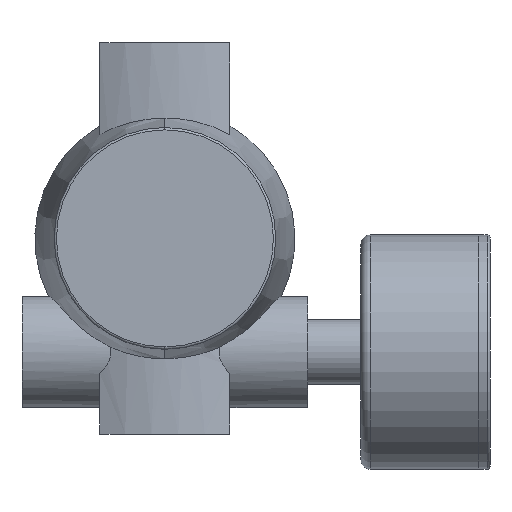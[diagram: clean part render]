
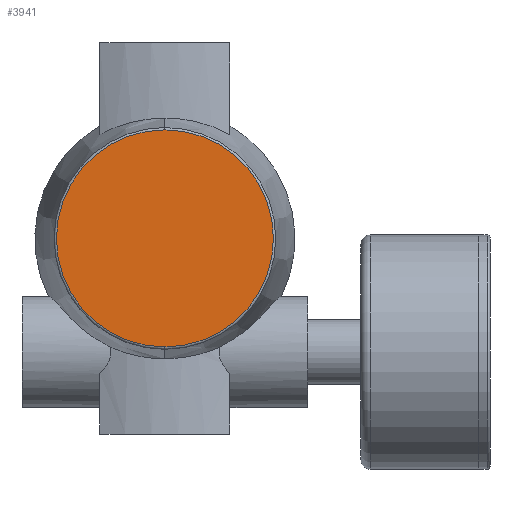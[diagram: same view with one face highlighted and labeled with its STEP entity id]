
A CAD part, front view. The second image highlights one B-rep face of the part: STEP entity #3941.
In plain terms, the highlighted planar face has unit normal (0, -1, 0).
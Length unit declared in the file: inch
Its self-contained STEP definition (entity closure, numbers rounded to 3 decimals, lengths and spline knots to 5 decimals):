
#9 = CARTESIAN_POINT ( 'NONE',  ( 0., -1.52, 0.9265 ) ) ;
#269 = ORIENTED_EDGE ( 'NONE', *, *, #2934, .T. ) ;
#499 = AXIS2_PLACEMENT_3D ( 'NONE', #11334, #10464, #1484 ) ;
#1484 = DIRECTION ( 'NONE',  ( 0., 0., 1. ) ) ;
#2011 = VERTEX_POINT ( 'NONE', #9 ) ;
#2539 = DIRECTION ( 'NONE',  ( 0., -1., 0. ) ) ;
#2934 = EDGE_CURVE ( 'NONE', #2011, #11198, #6033, .T. ) ;
#2958 = AXIS2_PLACEMENT_3D ( 'NONE', #5487, #2539, #12019 ) ;
#3941 = ADVANCED_FACE ( 'NONE', ( #4821 ), #8748, .F. ) ;
#4821 = FACE_OUTER_BOUND ( 'NONE', #6479, .T. ) ;
#4899 = CARTESIAN_POINT ( 'NONE',  ( 0., -1.52, -0.9265 ) ) ;
#4943 = ORIENTED_EDGE ( 'NONE', *, *, #10003, .T. ) ;
#5487 = CARTESIAN_POINT ( 'NONE',  ( 0., -1.52, 0. ) ) ;
#6033 = CIRCLE ( 'NONE', #499, 0.9265 ) ;
#6421 = CIRCLE ( 'NONE', #2958, 0.9265 ) ;
#6479 = EDGE_LOOP ( 'NONE', ( #269, #4943 ) ) ;
#8103 = CARTESIAN_POINT ( 'NONE',  ( 0., -1.52, 0. ) ) ;
#8748 = PLANE ( 'NONE',  #9788 ) ;
#9788 = AXIS2_PLACEMENT_3D ( 'NONE', #8103, #11995, #10919 ) ;
#10003 = EDGE_CURVE ( 'NONE', #11198, #2011, #6421, .T. ) ;
#10464 = DIRECTION ( 'NONE',  ( 0., -1., 0. ) ) ;
#10919 = DIRECTION ( 'NONE',  ( 0., 0., 1. ) ) ;
#11198 = VERTEX_POINT ( 'NONE', #4899 ) ;
#11334 = CARTESIAN_POINT ( 'NONE',  ( 0., -1.52, 0. ) ) ;
#11995 = DIRECTION ( 'NONE',  ( 0., 1., 0. ) ) ;
#12019 = DIRECTION ( 'NONE',  ( 0., 0., 1. ) ) ;
